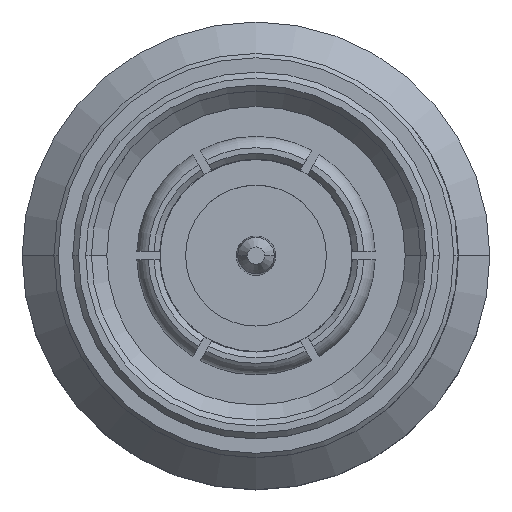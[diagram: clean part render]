
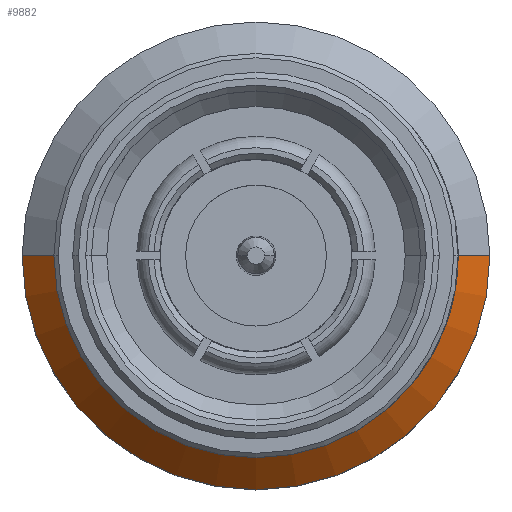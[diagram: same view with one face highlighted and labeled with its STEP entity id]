
A CAD part, top view. The second image highlights one B-rep face of the part: STEP entity #9882.
In plain terms, the highlighted conical face has half-angle 45 degrees and reference radius 8.1 mm.
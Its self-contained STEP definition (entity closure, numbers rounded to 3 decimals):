
#173 = DIRECTION ( 'NONE',  ( 1., 0., 0. ) ) ;
#222 = DIRECTION ( 'NONE',  ( 1., 0., 0. ) ) ;
#379 = ORIENTED_EDGE ( 'NONE', *, *, #446, .T. ) ;
#446 = EDGE_CURVE ( 'NONE', #13681, #7067, #7073, .T. ) ;
#1541 = VECTOR ( 'NONE', #8745, 1000. ) ;
#1777 = EDGE_LOOP ( 'NONE', ( #11280, #3233, #13344, #379 ) ) ;
#1847 = VERTEX_POINT ( 'NONE', #16585 ) ;
#2541 = VERTEX_POINT ( 'NONE', #5759 ) ;
#3233 = ORIENTED_EDGE ( 'NONE', *, *, #12156, .F. ) ;
#4280 = CARTESIAN_POINT ( 'NONE',  ( 0., 0., -5.45 ) ) ;
#4404 = LINE ( 'NONE', #16602, #15041 ) ;
#4670 = DIRECTION ( 'NONE',  ( -1., 0., 0. ) ) ;
#5759 = CARTESIAN_POINT ( 'NONE',  ( 6.35, 0., -3.7 ) ) ;
#7067 = VERTEX_POINT ( 'NONE', #17360 ) ;
#7073 = CIRCLE ( 'NONE', #8449, 8.1 ) ;
#7423 = CARTESIAN_POINT ( 'NONE',  ( 8.1, 0., -5.45 ) ) ;
#7431 = DIRECTION ( 'NONE',  ( 0., 0., -1. ) ) ;
#8449 = AXIS2_PLACEMENT_3D ( 'NONE', #4280, #8489, #173 ) ;
#8489 = DIRECTION ( 'NONE',  ( 0., 0., 1. ) ) ;
#8532 = DIRECTION ( 'NONE',  ( 0., 0., 1. ) ) ;
#8745 = DIRECTION ( 'NONE',  ( 0.707, 0., -0.707 ) ) ;
#9882 = ADVANCED_FACE ( 'NONE', ( #17772 ), #12360, .T. ) ;
#10728 = AXIS2_PLACEMENT_3D ( 'NONE', #14331, #7431, #4670 ) ;
#10993 = CARTESIAN_POINT ( 'NONE',  ( -8.1, 0., -5.45 ) ) ;
#11280 = ORIENTED_EDGE ( 'NONE', *, *, #11304, .F. ) ;
#11304 = EDGE_CURVE ( 'NONE', #2541, #7067, #12164, .T. ) ;
#11661 = CIRCLE ( 'NONE', #17373, 6.35 ) ;
#12156 = EDGE_CURVE ( 'NONE', #1847, #2541, #11661, .T. ) ;
#12164 = LINE ( 'NONE', #7423, #1541 ) ;
#12360 = CONICAL_SURFACE ( 'NONE', #10728, 8.1, 0.785 ) ;
#12488 = DIRECTION ( 'NONE',  ( -0.707, 0., -0.707 ) ) ;
#13344 = ORIENTED_EDGE ( 'NONE', *, *, #15254, .T. ) ;
#13681 = VERTEX_POINT ( 'NONE', #10993 ) ;
#14331 = CARTESIAN_POINT ( 'NONE',  ( 0., 0., -5.45 ) ) ;
#15041 = VECTOR ( 'NONE', #12488, 1000. ) ;
#15254 = EDGE_CURVE ( 'NONE', #1847, #13681, #4404, .T. ) ;
#16585 = CARTESIAN_POINT ( 'NONE',  ( -6.35, 0., -3.7 ) ) ;
#16602 = CARTESIAN_POINT ( 'NONE',  ( -8.1, 0., -5.45 ) ) ;
#16802 = CARTESIAN_POINT ( 'NONE',  ( 0., 0., -3.7 ) ) ;
#17360 = CARTESIAN_POINT ( 'NONE',  ( 8.1, 0., -5.45 ) ) ;
#17373 = AXIS2_PLACEMENT_3D ( 'NONE', #16802, #8532, #222 ) ;
#17772 = FACE_OUTER_BOUND ( 'NONE', #1777, .T. ) ;
